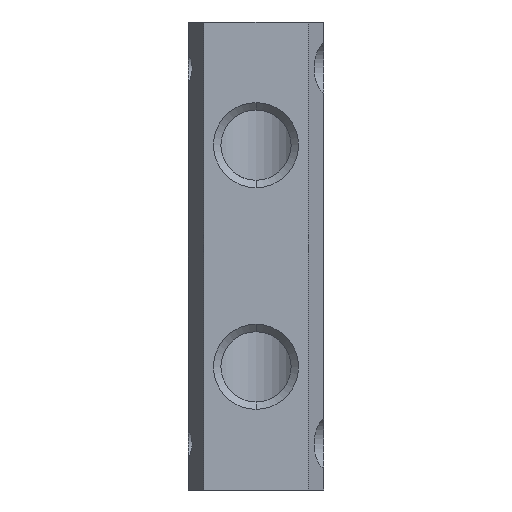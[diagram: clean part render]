
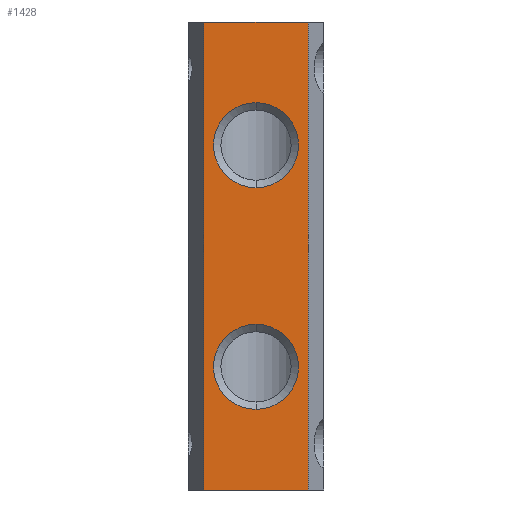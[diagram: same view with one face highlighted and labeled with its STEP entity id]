
A CAD part, front view. The second image highlights one B-rep face of the part: STEP entity #1428.
In plain terms, the highlighted planar face has unit normal (0, -1, 0).
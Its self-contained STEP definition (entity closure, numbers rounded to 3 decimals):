
#15 = CIRCLE ( 'NONE', #444, 6.9 ) ;
#16 = AXIS2_PLACEMENT_3D ( 'NONE', #542, #1655, #707 ) ;
#98 = FACE_BOUND ( 'NONE', #723, .T. ) ;
#119 = CIRCLE ( 'NONE', #1802, 6.9 ) ;
#126 = DIRECTION ( 'NONE',  ( 0., 1., 0. ) ) ;
#127 = ORIENTED_EDGE ( 'NONE', *, *, #1868, .T. ) ;
#130 = CARTESIAN_POINT ( 'NONE',  ( -8.5, 0., 0. ) ) ;
#145 = VECTOR ( 'NONE', #841, 1000. ) ;
#148 = FACE_OUTER_BOUND ( 'NONE', #655, .T. ) ;
#250 = DIRECTION ( 'NONE',  ( 1., 0., 0. ) ) ;
#252 = CIRCLE ( 'NONE', #1357, 6.9 ) ;
#271 = DIRECTION ( 'NONE',  ( 0., 1., 0. ) ) ;
#278 = DIRECTION ( 'NONE',  ( 0., -1., 0. ) ) ;
#313 = EDGE_CURVE ( 'NONE', #1766, #1498, #1300, .T. ) ;
#323 = VECTOR ( 'NONE', #873, 1000. ) ;
#416 = CARTESIAN_POINT ( 'NONE',  ( 0., 0., -13.1 ) ) ;
#444 = AXIS2_PLACEMENT_3D ( 'NONE', #1372, #271, #1218 ) ;
#457 = ORIENTED_EDGE ( 'NONE', *, *, #1873, .T. ) ;
#461 = EDGE_CURVE ( 'NONE', #599, #2034, #15, .T. ) ;
#542 = CARTESIAN_POINT ( 'NONE',  ( 0., 0., -56. ) ) ;
#594 = DIRECTION ( 'NONE',  ( 0., 1., 0. ) ) ;
#599 = VERTEX_POINT ( 'NONE', #703 ) ;
#610 = LINE ( 'NONE', #1945, #145 ) ;
#647 = AXIS2_PLACEMENT_3D ( 'NONE', #738, #278, #1383 ) ;
#655 = EDGE_LOOP ( 'NONE', ( #1668, #1548, #457, #127 ) ) ;
#703 = CARTESIAN_POINT ( 'NONE',  ( 0., 0., -49.1 ) ) ;
#707 = DIRECTION ( 'NONE',  ( 0., 0., -1. ) ) ;
#723 = EDGE_LOOP ( 'NONE', ( #1029, #1136 ) ) ;
#738 = CARTESIAN_POINT ( 'NONE',  ( -8.5, 0., -76. ) ) ;
#841 = DIRECTION ( 'NONE',  ( 1., 0., 0. ) ) ;
#856 = CARTESIAN_POINT ( 'NONE',  ( -8.5, 0., -76. ) ) ;
#873 = DIRECTION ( 'NONE',  ( 0., 0., 1. ) ) ;
#912 = DIRECTION ( 'NONE',  ( 0., 0., -1. ) ) ;
#933 = FACE_BOUND ( 'NONE', #1618, .T. ) ;
#953 = EDGE_CURVE ( 'NONE', #1620, #1938, #252, .T. ) ;
#992 = CARTESIAN_POINT ( 'NONE',  ( 8.5, 0., -76. ) ) ;
#1029 = ORIENTED_EDGE ( 'NONE', *, *, #953, .T. ) ;
#1136 = ORIENTED_EDGE ( 'NONE', *, *, #2014, .T. ) ;
#1218 = DIRECTION ( 'NONE',  ( 0., 0., -1. ) ) ;
#1229 = PLANE ( 'NONE',  #647 ) ;
#1251 = VECTOR ( 'NONE', #1470, 1000. ) ;
#1300 = LINE ( 'NONE', #1627, #1251 ) ;
#1313 = CIRCLE ( 'NONE', #16, 6.9 ) ;
#1357 = AXIS2_PLACEMENT_3D ( 'NONE', #2021, #126, #912 ) ;
#1369 = ORIENTED_EDGE ( 'NONE', *, *, #461, .T. ) ;
#1372 = CARTESIAN_POINT ( 'NONE',  ( 0., 0., -56. ) ) ;
#1383 = DIRECTION ( 'NONE',  ( 0., 0., -1. ) ) ;
#1428 = ADVANCED_FACE ( 'NONE', ( #98, #933, #148 ), #1229, .T. ) ;
#1453 = CARTESIAN_POINT ( 'NONE',  ( 0., 0., -26.9 ) ) ;
#1462 = VERTEX_POINT ( 'NONE', #1549 ) ;
#1470 = DIRECTION ( 'NONE',  ( 0., 0., 1. ) ) ;
#1498 = VERTEX_POINT ( 'NONE', #130 ) ;
#1503 = CARTESIAN_POINT ( 'NONE',  ( -8.5, 0., -76. ) ) ;
#1529 = VECTOR ( 'NONE', #250, 1000. ) ;
#1545 = CARTESIAN_POINT ( 'NONE',  ( 0., 0., -20. ) ) ;
#1548 = ORIENTED_EDGE ( 'NONE', *, *, #313, .F. ) ;
#1549 = CARTESIAN_POINT ( 'NONE',  ( 8.5, 0., 0. ) ) ;
#1553 = CARTESIAN_POINT ( 'NONE',  ( 0., 0., -62.9 ) ) ;
#1582 = LINE ( 'NONE', #1815, #323 ) ;
#1618 = EDGE_LOOP ( 'NONE', ( #1760, #1369 ) ) ;
#1620 = VERTEX_POINT ( 'NONE', #1453 ) ;
#1627 = CARTESIAN_POINT ( 'NONE',  ( -8.5, 0., -76. ) ) ;
#1655 = DIRECTION ( 'NONE',  ( 0., 1., 0. ) ) ;
#1668 = ORIENTED_EDGE ( 'NONE', *, *, #1718, .F. ) ;
#1697 = VERTEX_POINT ( 'NONE', #992 ) ;
#1704 = DIRECTION ( 'NONE',  ( 0., 0., -1. ) ) ;
#1718 = EDGE_CURVE ( 'NONE', #1498, #1462, #610, .T. ) ;
#1760 = ORIENTED_EDGE ( 'NONE', *, *, #1823, .T. ) ;
#1766 = VERTEX_POINT ( 'NONE', #856 ) ;
#1802 = AXIS2_PLACEMENT_3D ( 'NONE', #1545, #594, #1704 ) ;
#1815 = CARTESIAN_POINT ( 'NONE',  ( 8.5, 0., -76. ) ) ;
#1823 = EDGE_CURVE ( 'NONE', #2034, #599, #1313, .T. ) ;
#1868 = EDGE_CURVE ( 'NONE', #1697, #1462, #1582, .T. ) ;
#1873 = EDGE_CURVE ( 'NONE', #1766, #1697, #1994, .T. ) ;
#1938 = VERTEX_POINT ( 'NONE', #416 ) ;
#1945 = CARTESIAN_POINT ( 'NONE',  ( -8.5, 0., 0. ) ) ;
#1994 = LINE ( 'NONE', #1503, #1529 ) ;
#2014 = EDGE_CURVE ( 'NONE', #1938, #1620, #119, .T. ) ;
#2021 = CARTESIAN_POINT ( 'NONE',  ( 0., 0., -20. ) ) ;
#2034 = VERTEX_POINT ( 'NONE', #1553 ) ;
